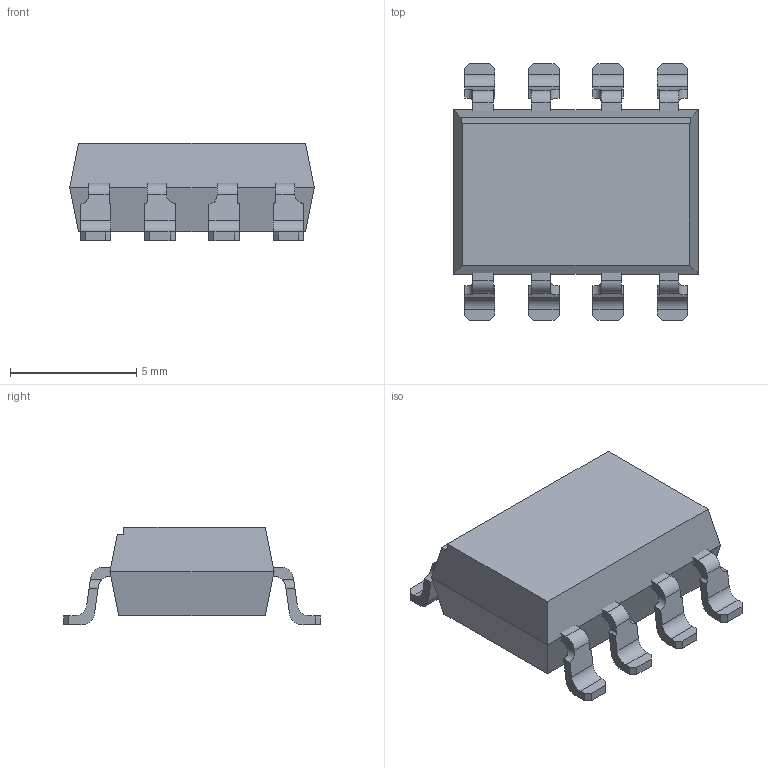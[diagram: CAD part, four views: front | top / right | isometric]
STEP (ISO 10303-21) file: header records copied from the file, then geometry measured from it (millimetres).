
FILE_DESCRIPTION(('CAx-IF Rec.Pracs.---Model Styling and Organization---1.5---2016-08-15','CAx-IF Rec.Pracs.---Geometric and Assembly Validation Properties---4.4---2016-08-17','CAx-IF Rec.Pracs.---User Defined Attributes---1.5---2016-08-15','CAx-IF Rec.Pracs.---External References---2.1---2005-01-19'),'2;1');
FILE_NAME('556156.step','2023-02-17T10:20:24',('Unspecified'),('Unspecified'),'CAD Exchanger 3.8.1 (cadexchanger.com)','Unspecified','');
FILE_SCHEMA(('AUTOMOTIVE_DESIGN { 1 0 10303 214 1 1 1 1 }'));
Length unit declared in the file: millimetre
Products named in the file (1): root
Bounding box: 9.68 x 10.16 x 3.85 mm (x, y, z)
Volume: 211.8 mm3; surface area: 304.3 mm2
Topology: 9 solids, 9 shells, 176 faces, 466 edges, 308 vertices
Faces by surface type: plane 116, cylinder 60
Entity records: 5577 total; most frequent: CARTESIAN_POINT 1059, ORIENTED_EDGE 932, DIRECTION 916, EDGE_CURVE 466, LINE 330, VECTOR 330, VERTEX_POINT 308, AXIS2_PLACEMENT_3D 293
